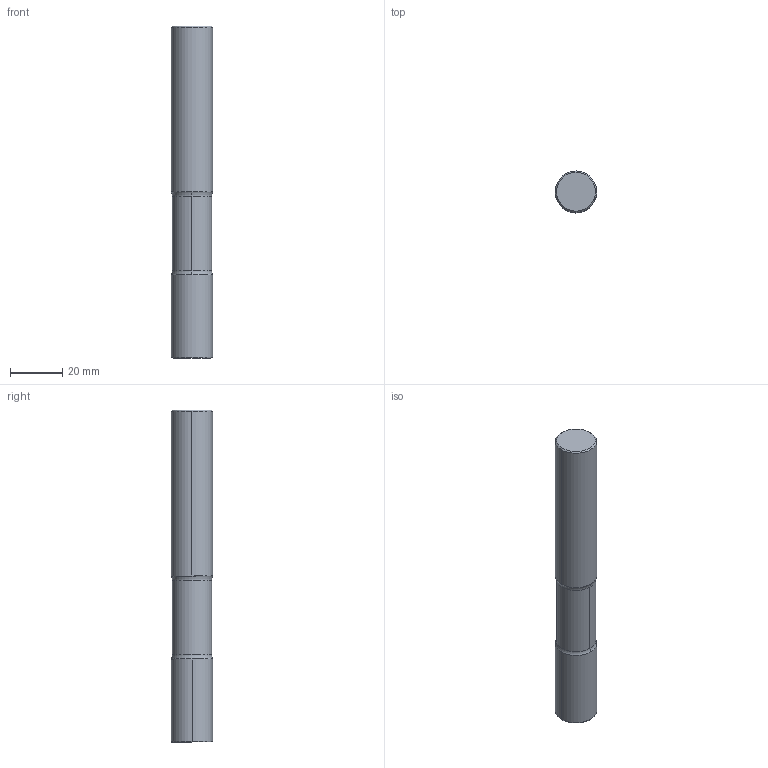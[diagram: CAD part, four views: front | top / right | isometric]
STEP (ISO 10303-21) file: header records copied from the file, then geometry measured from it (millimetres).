
FILE_DESCRIPTION (( 'STEP AP203' ), '1' );
FILE_NAME ('37996.STEP', '2024-03-02T02:13:46', ( '' ), ( '' ), 'SwSTEP 2.0', 'SolidWorks 2023', '' );
FILE_SCHEMA (( 'CONFIG_CONTROL_DESIGN' ));
Length unit declared in the file: inch
Products named in the file (1): 37996
Bounding box: 15.88 x 15.88 x 127 mm (x, y, z)
Volume: 24536.8 mm3; surface area: 7430.7 mm2
Topology: 3 solids, 3 shells, 20 faces, 34 edges, 20 vertices
Faces by surface type: cylinder 6, torus 6, plane 6, cone 2
Entity records: 555 total; most frequent: DIRECTION 102, CARTESIAN_POINT 75, ORIENTED_EDGE 68, AXIS2_PLACEMENT_3D 47, EDGE_CURVE 34, CIRCLE 26, FACE_OUTER_BOUND 20, ADVANCED_FACE 20
